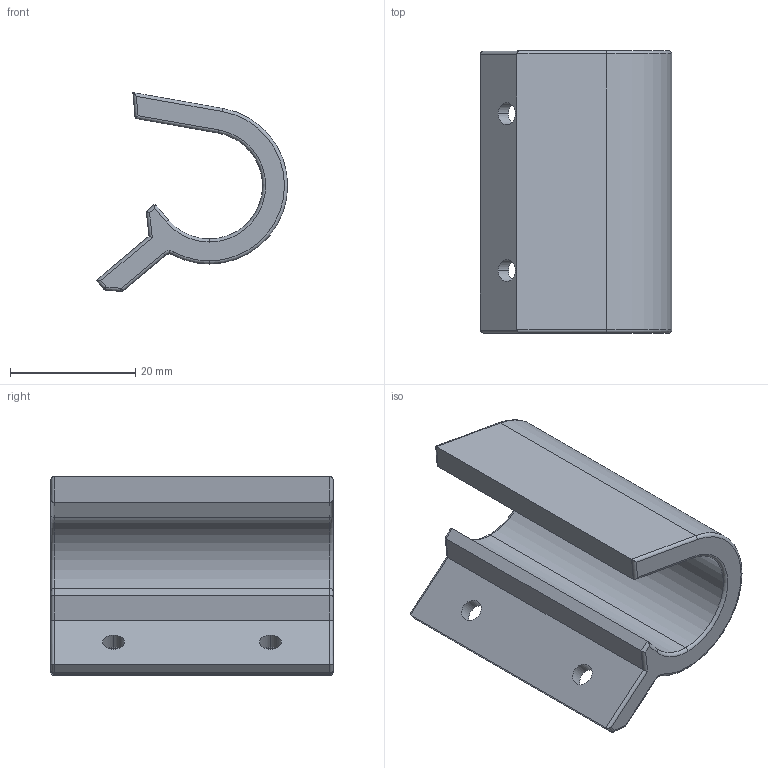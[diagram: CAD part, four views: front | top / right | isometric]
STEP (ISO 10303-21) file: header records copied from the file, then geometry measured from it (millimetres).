
FILE_DESCRIPTION(('STEP AP214'),'1');
FILE_NAME('Bumper.B.1.stp','2013-08-04T21:06:17',(' '),(' '),'Spatial InterOp 3D',' ',' ');
FILE_SCHEMA(('automotive_design'));
Length unit declared in the file: millimetre
Products named in the file (1): Bumper
Bounding box: 30.5 x 45 x 31.71 mm (x, y, z)
Volume: 12029.7 mm3; surface area: 6954.6 mm2
Topology: 1 solids, 1 shells, 65 faces, 151 edges, 86 vertices
Faces by surface type: cylinder 33, torus 12, plane 12, cone 4, sphere 4
Entity records: 2369 total; most frequent: DIRECTION 363, CARTESIAN_POINT 301, ORIENTED_EDGE 298, EDGE_CURVE 149, AXIS2_PLACEMENT_3D 148, VERTEX_POINT 86, CIRCLE 70, EDGE_LOOP 69
